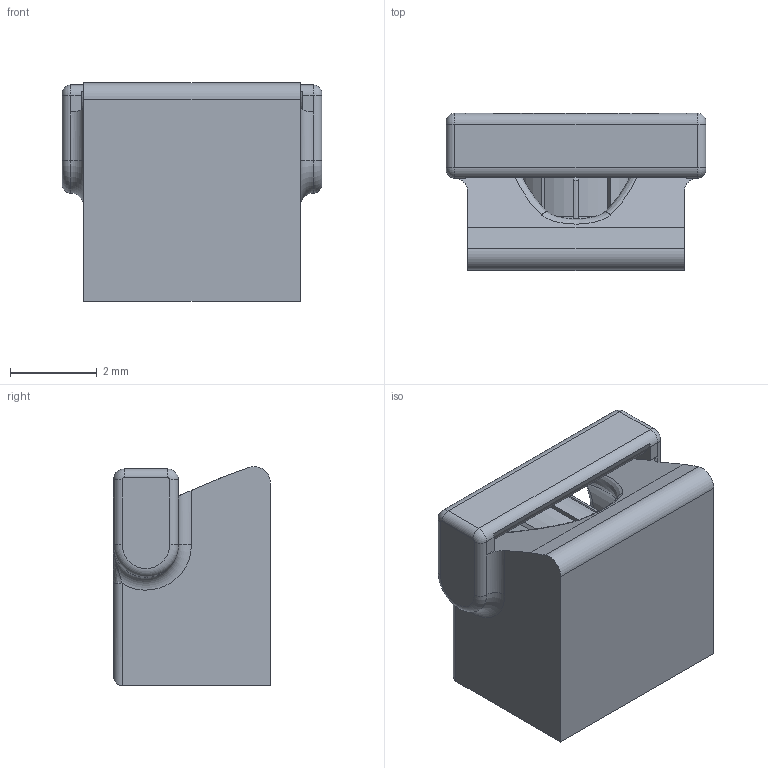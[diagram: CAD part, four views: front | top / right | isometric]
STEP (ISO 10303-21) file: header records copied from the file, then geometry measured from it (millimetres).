
FILE_DESCRIPTION(('Creo Elements/Direct Modeling STEP Export'),'2;1');
FILE_NAME('Sensor-mounting-head-V2c.stp','2016-07-19T13:22:36',(''),(''),'PTC Creo Elements/Direct Modeling STEP processor for AP214 (Solid Model)','PTC Creo Elements/Direct Modeling 19.0C 15-Aug-2015 (C) Parametric Technology GmbH','');
FILE_SCHEMA(('AUTOMOTIVE_DESIGN { 1 0 10303 214 1 1 1 1 }'));
Length unit declared in the file: millimetre
Products named in the file (2): Sensor-mounting-head-flex-router.1; Sensor-mounting-head-V2c
Assembly tree (1 placements, depth 2):
  Sensor-mounting-head-V2c
    Sensor-mounting-head-flex-router.1
Bounding box: 6 x 3.63 x 5.05 mm (x, y, z)
Volume: 67.3 mm3; surface area: 231.7 mm2
Topology: 1 solids, 1 shells, 193 faces, 505 edges, 325 vertices
Faces by surface type: plane 55, cylinder 50, torus 49, sphere 14, cone 14, bspline 11
Entity records: 9656 total; most frequent: CARTESIAN_POINT 5710, ORIENTED_EDGE 1002, DIRECTION 548, EDGE_CURVE 501, VERTEX_POINT 325, EDGE_LOOP 210, AXIS2_PLACEMENT_3D 201, FACE_OUTER_BOUND 193
